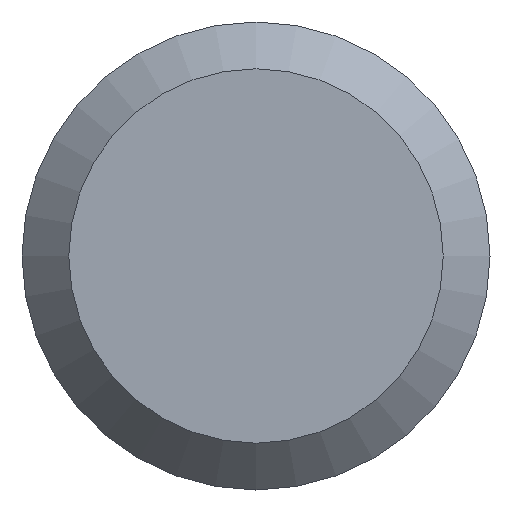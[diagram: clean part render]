
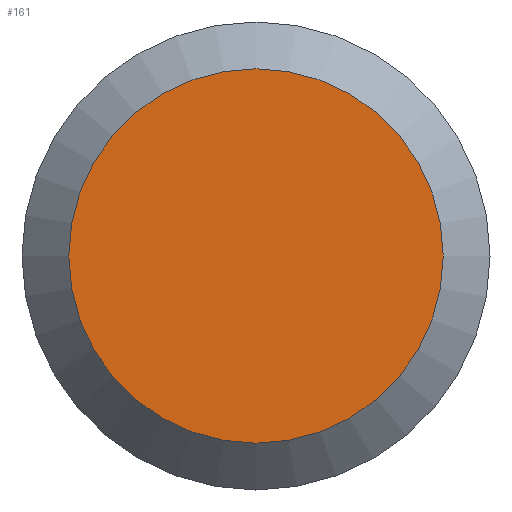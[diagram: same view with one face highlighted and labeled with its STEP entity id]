
A CAD part, left-side view. The second image highlights one B-rep face of the part: STEP entity #161.
In plain terms, the highlighted planar face has unit normal (-1, 0, 0).
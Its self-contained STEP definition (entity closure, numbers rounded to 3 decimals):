
#4 = CARTESIAN_POINT ( 'NONE',  ( 0., 0., -2.2 ) ) ;
#19 = EDGE_LOOP ( 'NONE', ( #53 ) ) ;
#25 = AXIS2_PLACEMENT_3D ( 'NONE', #127, #112, #60 ) ;
#47 = CARTESIAN_POINT ( 'NONE',  ( 0., 2.75, 0. ) ) ;
#53 = ORIENTED_EDGE ( 'NONE', *, *, #182, .T. ) ;
#57 = AXIS2_PLACEMENT_3D ( 'NONE', #47, #145, #192 ) ;
#60 = DIRECTION ( 'NONE',  ( 0., 0., -1. ) ) ;
#95 = FACE_OUTER_BOUND ( 'NONE', #19, .T. ) ;
#97 = VERTEX_POINT ( 'NONE', #4 ) ;
#112 = DIRECTION ( 'NONE',  ( -1., 0., 0. ) ) ;
#127 = CARTESIAN_POINT ( 'NONE',  ( 0., 0., 0. ) ) ;
#145 = DIRECTION ( 'NONE',  ( 1., 0., 0. ) ) ;
#161 = ADVANCED_FACE ( 'NONE', ( #95 ), #208, .F. ) ;
#182 = EDGE_CURVE ( 'NONE', #97, #97, #186, .T. ) ;
#186 = CIRCLE ( 'NONE', #25, 2.2 ) ;
#192 = DIRECTION ( 'NONE',  ( 0., 0., -1. ) ) ;
#208 = PLANE ( 'NONE',  #57 ) ;
